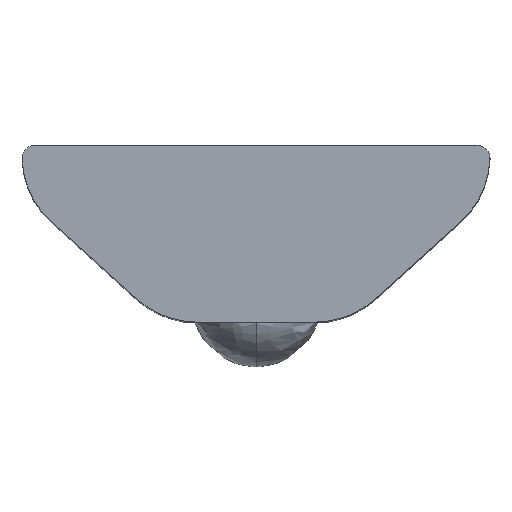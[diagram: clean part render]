
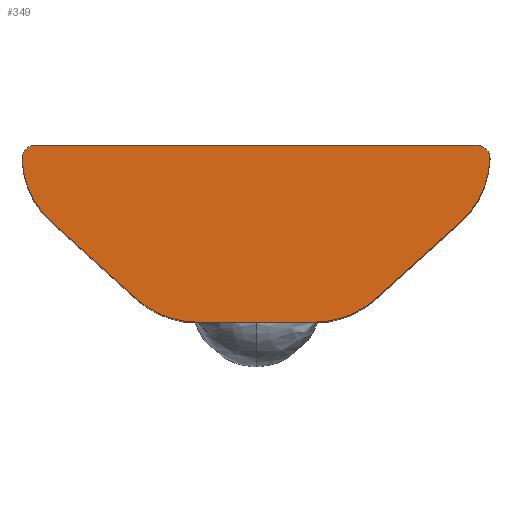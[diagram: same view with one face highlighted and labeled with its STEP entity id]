
A CAD part, top view. The second image highlights one B-rep face of the part: STEP entity #349.
In plain terms, the highlighted planar face has unit normal (0, 0, 1).
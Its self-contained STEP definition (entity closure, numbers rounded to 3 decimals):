
#22 = AXIS2_PLACEMENT_3D ( 'NONE', #40, #502, #772 ) ;
#32 = ORIENTED_EDGE ( 'NONE', *, *, #618, .F. ) ;
#40 = CARTESIAN_POINT ( 'NONE',  ( -2.25, -3.3, 11.5 ) ) ;
#42 = EDGE_CURVE ( 'NONE', #188, #794, #757, .T. ) ;
#46 = ORIENTED_EDGE ( 'NONE', *, *, #354, .F. ) ;
#78 = AXIS2_PLACEMENT_3D ( 'NONE', #204, #135, #214 ) ;
#79 = AXIS2_PLACEMENT_3D ( 'NONE', #434, #647, #849 ) ;
#85 = CARTESIAN_POINT ( 'NONE',  ( -7.845, -2.972, 11.5 ) ) ;
#95 = LINE ( 'NONE', #422, #801 ) ;
#99 = EDGE_LOOP ( 'NONE', ( #296, #493, #32, #844, #46, #107, #566, #498, #263, #562, #281 ) ) ;
#106 = DIRECTION ( 'NONE',  ( 1., 0., 0. ) ) ;
#107 = ORIENTED_EDGE ( 'NONE', *, *, #531, .F. ) ;
#114 = CARTESIAN_POINT ( 'NONE',  ( -8.5, -0.5, 11.5 ) ) ;
#124 = DIRECTION ( 'NONE',  ( 1., 0., 0. ) ) ;
#135 = DIRECTION ( 'NONE',  ( 0., 0., -1. ) ) ;
#165 = FACE_OUTER_BOUND ( 'NONE', #99, .T. ) ;
#169 = CARTESIAN_POINT ( 'NONE',  ( -8.5, 0., 11.5 ) ) ;
#171 = EDGE_CURVE ( 'NONE', #414, #638, #257, .T. ) ;
#188 = VERTEX_POINT ( 'NONE', #276 ) ;
#204 = CARTESIAN_POINT ( 'NONE',  ( 2.25, -3.3, 11.5 ) ) ;
#214 = DIRECTION ( 'NONE',  ( 1., 0., 0. ) ) ;
#221 = DIRECTION ( 'NONE',  ( -0.743, 0.669, 0. ) ) ;
#223 = VERTEX_POINT ( 'NONE', #335 ) ;
#257 = CIRCLE ( 'NONE', #78, 3.5 ) ;
#258 = CIRCLE ( 'NONE', #449, 0.5 ) ;
#259 = CARTESIAN_POINT ( 'NONE',  ( 2.25, -6.8, 11.5 ) ) ;
#262 = DIRECTION ( 'NONE',  ( -0.743, -0.669, 0. ) ) ;
#263 = ORIENTED_EDGE ( 'NONE', *, *, #712, .F. ) ;
#276 = CARTESIAN_POINT ( 'NONE',  ( 8.997, -0.521, 11.5 ) ) ;
#281 = ORIENTED_EDGE ( 'NONE', *, *, #462, .F. ) ;
#282 = DIRECTION ( 'NONE',  ( -1., 0., 0. ) ) ;
#296 = ORIENTED_EDGE ( 'NONE', *, *, #735, .F. ) ;
#313 = EDGE_CURVE ( 'NONE', #839, #552, #95, .T. ) ;
#335 = CARTESIAN_POINT ( 'NONE',  ( -9., -0.521, 11.5 ) ) ;
#341 = VERTEX_POINT ( 'NONE', #85 ) ;
#349 = ADVANCED_FACE ( 'NONE', ( #165 ), #504, .F. ) ;
#351 = DIRECTION ( 'NONE',  ( 0., 1., 0. ) ) ;
#354 = EDGE_CURVE ( 'NONE', #626, #341, #830, .T. ) ;
#361 = DIRECTION ( 'NONE',  ( 0., 0., -1. ) ) ;
#362 = AXIS2_PLACEMENT_3D ( 'NONE', #114, #733, #124 ) ;
#378 = AXIS2_PLACEMENT_3D ( 'NONE', #814, #361, #106 ) ;
#380 = CIRCLE ( 'NONE', #79, 3.5 ) ;
#386 = CARTESIAN_POINT ( 'NONE',  ( -4.592, -5.901, 11.5 ) ) ;
#399 = EDGE_CURVE ( 'NONE', #638, #412, #685, .T. ) ;
#412 = VERTEX_POINT ( 'NONE', #612 ) ;
#414 = VERTEX_POINT ( 'NONE', #634 ) ;
#416 = VECTOR ( 'NONE', #679, 1000. ) ;
#417 = DIRECTION ( 'NONE',  ( 1., 0., 0. ) ) ;
#422 = CARTESIAN_POINT ( 'NONE',  ( -2.75, 0., 11.5 ) ) ;
#427 = DIRECTION ( 'NONE',  ( 0., 0., -1. ) ) ;
#432 = CARTESIAN_POINT ( 'NONE',  ( -2.25, -3.3, 11.5 ) ) ;
#434 = CARTESIAN_POINT ( 'NONE',  ( -5.503, -0.371, 11.5 ) ) ;
#449 = AXIS2_PLACEMENT_3D ( 'NONE', #673, #683, #417 ) ;
#457 = CIRCLE ( 'NONE', #22, 3.5 ) ;
#462 = EDGE_CURVE ( 'NONE', #692, #188, #656, .T. ) ;
#493 = ORIENTED_EDGE ( 'NONE', *, *, #313, .T. ) ;
#498 = ORIENTED_EDGE ( 'NONE', *, *, #171, .F. ) ;
#502 = DIRECTION ( 'NONE',  ( 0., 0., -1. ) ) ;
#504 = PLANE ( 'NONE',  #815 ) ;
#531 = EDGE_CURVE ( 'NONE', #412, #626, #457, .T. ) ;
#535 = EDGE_CURVE ( 'NONE', #341, #223, #380, .T. ) ;
#543 = CARTESIAN_POINT ( 'NONE',  ( -2.25, -6.8, 11.5 ) ) ;
#552 = VERTEX_POINT ( 'NONE', #169 ) ;
#562 = ORIENTED_EDGE ( 'NONE', *, *, #42, .F. ) ;
#566 = ORIENTED_EDGE ( 'NONE', *, *, #399, .F. ) ;
#594 = DIRECTION ( 'NONE',  ( 1., 0., 0. ) ) ;
#607 = VECTOR ( 'NONE', #221, 1000. ) ;
#612 = CARTESIAN_POINT ( 'NONE',  ( -2.25, -6.8, 11.5 ) ) ;
#618 = EDGE_CURVE ( 'NONE', #223, #552, #742, .T. ) ;
#625 = CARTESIAN_POINT ( 'NONE',  ( 7.842, -2.975, 11.5 ) ) ;
#626 = VERTEX_POINT ( 'NONE', #386 ) ;
#634 = CARTESIAN_POINT ( 'NONE',  ( 4.592, -5.901, 11.5 ) ) ;
#636 = CARTESIAN_POINT ( 'NONE',  ( -4.592, -5.901, 11.5 ) ) ;
#638 = VERTEX_POINT ( 'NONE', #259 ) ;
#647 = DIRECTION ( 'NONE',  ( 0., 0., -1. ) ) ;
#650 = DIRECTION ( 'NONE',  ( 0., 0., -1. ) ) ;
#656 = CIRCLE ( 'NONE', #378, 0.5 ) ;
#673 = CARTESIAN_POINT ( 'NONE',  ( 8.497, -0.5, 11.5 ) ) ;
#674 = AXIS2_PLACEMENT_3D ( 'NONE', #848, #650, #594 ) ;
#679 = DIRECTION ( 'NONE',  ( -1., 0., 0. ) ) ;
#683 = DIRECTION ( 'NONE',  ( 0., 0., -1. ) ) ;
#685 = LINE ( 'NONE', #543, #416 ) ;
#691 = CARTESIAN_POINT ( 'NONE',  ( 8.997, -0.5, 11.5 ) ) ;
#692 = VERTEX_POINT ( 'NONE', #691 ) ;
#712 = EDGE_CURVE ( 'NONE', #794, #414, #739, .T. ) ;
#733 = DIRECTION ( 'NONE',  ( 0., 0., -1. ) ) ;
#735 = EDGE_CURVE ( 'NONE', #839, #692, #258, .T. ) ;
#739 = LINE ( 'NONE', #625, #831 ) ;
#742 = CIRCLE ( 'NONE', #362, 0.5 ) ;
#757 = CIRCLE ( 'NONE', #674, 3.5 ) ;
#772 = DIRECTION ( 'NONE',  ( 1., 0., 0. ) ) ;
#794 = VERTEX_POINT ( 'NONE', #875 ) ;
#801 = VECTOR ( 'NONE', #282, 1000. ) ;
#814 = CARTESIAN_POINT ( 'NONE',  ( 8.497, -0.5, 11.5 ) ) ;
#815 = AXIS2_PLACEMENT_3D ( 'NONE', #432, #427, #351 ) ;
#830 = LINE ( 'NONE', #636, #607 ) ;
#831 = VECTOR ( 'NONE', #262, 1000. ) ;
#839 = VERTEX_POINT ( 'NONE', #840 ) ;
#840 = CARTESIAN_POINT ( 'NONE',  ( 8.497, 0., 11.5 ) ) ;
#844 = ORIENTED_EDGE ( 'NONE', *, *, #535, .F. ) ;
#848 = CARTESIAN_POINT ( 'NONE',  ( 5.5, -0.374, 11.5 ) ) ;
#849 = DIRECTION ( 'NONE',  ( 1., 0., 0. ) ) ;
#875 = CARTESIAN_POINT ( 'NONE',  ( 7.842, -2.975, 11.5 ) ) ;
